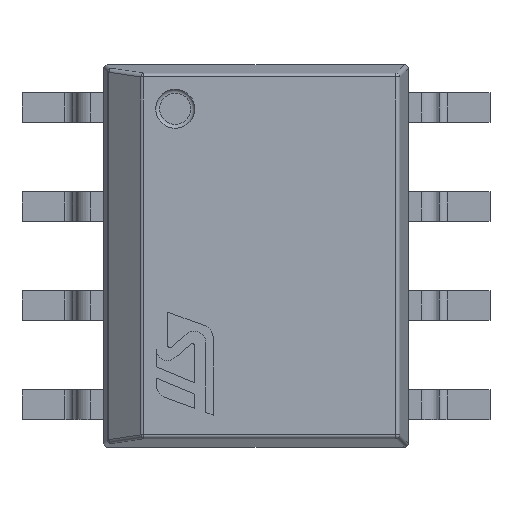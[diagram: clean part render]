
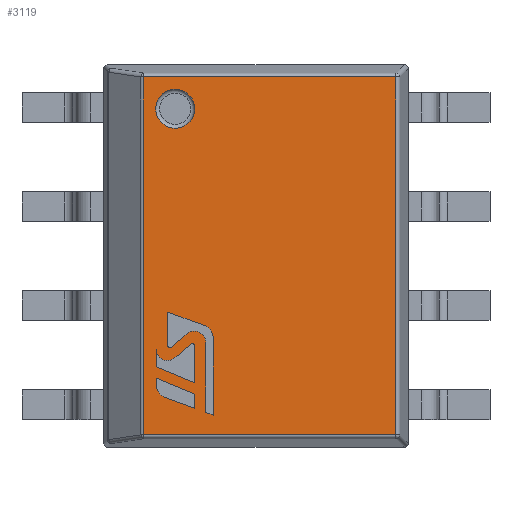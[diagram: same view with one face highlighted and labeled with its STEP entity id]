
A CAD part, top view. The second image highlights one B-rep face of the part: STEP entity #3119.
In plain terms, the highlighted planar face has unit normal (0, 0, 1).
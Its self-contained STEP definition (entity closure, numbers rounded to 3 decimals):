
#53=FACE_BOUND('',#1148,.T.);
#79=LINE('',#4713,#405);
#81=LINE('',#4723,#407);
#119=LINE('',#4878,#445);
#123=LINE('',#4884,#449);
#405=VECTOR('',#3740,10.);
#407=VECTOR('',#3752,10.);
#445=VECTOR('',#3924,10.);
#449=VECTOR('',#3932,10.);
#809=PLANE('',#3472);
#959=FACE_OUTER_BOUND('',#1147,.T.);
#1147=EDGE_LOOP('',(#2337,#2338,#2339,#2340));
#1148=EDGE_LOOP('',(#2341));
#1296=CIRCLE('',#3376,0.25);
#1404=VERTEX_POINT('',#4686);
#1405=VERTEX_POINT('',#4691);
#1408=VERTEX_POINT('',#4698);
#1411=VERTEX_POINT('',#4705);
#1414=VERTEX_POINT('',#4715);
#1701=EDGE_CURVE('',#1404,#1404,#1296,.T.);
#1712=EDGE_CURVE('',#1411,#1405,#79,.T.);
#1717=EDGE_CURVE('',#1414,#1411,#81,.T.);
#1797=EDGE_CURVE('',#1408,#1414,#119,.T.);
#1801=EDGE_CURVE('',#1405,#1408,#123,.T.);
#2337=ORIENTED_EDGE('',*,*,#1712,.F.);
#2338=ORIENTED_EDGE('',*,*,#1717,.F.);
#2339=ORIENTED_EDGE('',*,*,#1797,.F.);
#2340=ORIENTED_EDGE('',*,*,#1801,.F.);
#2341=ORIENTED_EDGE('',*,*,#1701,.T.);
#3119=ADVANCED_FACE('',(#959,#53),#809,.T.);
#3376=AXIS2_PLACEMENT_3D('',#4688,#3709,#3710);
#3472=AXIS2_PLACEMENT_3D('',#4899,#3954,#3955);
#3709=DIRECTION('center_axis',(0.,0.,-1.));
#3710=DIRECTION('ref_axis',(1.,0.,0.));
#3740=DIRECTION('',(0.,-1.,0.));
#3752=DIRECTION('',(1.,0.,0.));
#3924=DIRECTION('',(0.,1.,0.));
#3932=DIRECTION('',(-1.,0.,0.));
#3954=DIRECTION('center_axis',(0.,0.,1.));
#3955=DIRECTION('ref_axis',(1.,0.,0.));
#4686=CARTESIAN_POINT('',(-0.785,1.887,1.75));
#4688=CARTESIAN_POINT('Origin',(-1.035,1.887,1.75));
#4691=CARTESIAN_POINT('',(1.794,-2.294,1.75));
#4698=CARTESIAN_POINT('',(-1.443,-2.294,1.75));
#4705=CARTESIAN_POINT('',(1.794,2.294,1.75));
#4713=CARTESIAN_POINT('',(1.794,0.,1.75));
#4715=CARTESIAN_POINT('',(-1.443,2.294,1.75));
#4723=CARTESIAN_POINT('',(-1.463,2.294,1.75));
#4878=CARTESIAN_POINT('',(-1.443,0.,1.75));
#4884=CARTESIAN_POINT('',(-1.463,-2.294,1.75));
#4899=CARTESIAN_POINT('Origin',(-1.95,0.,1.75));
